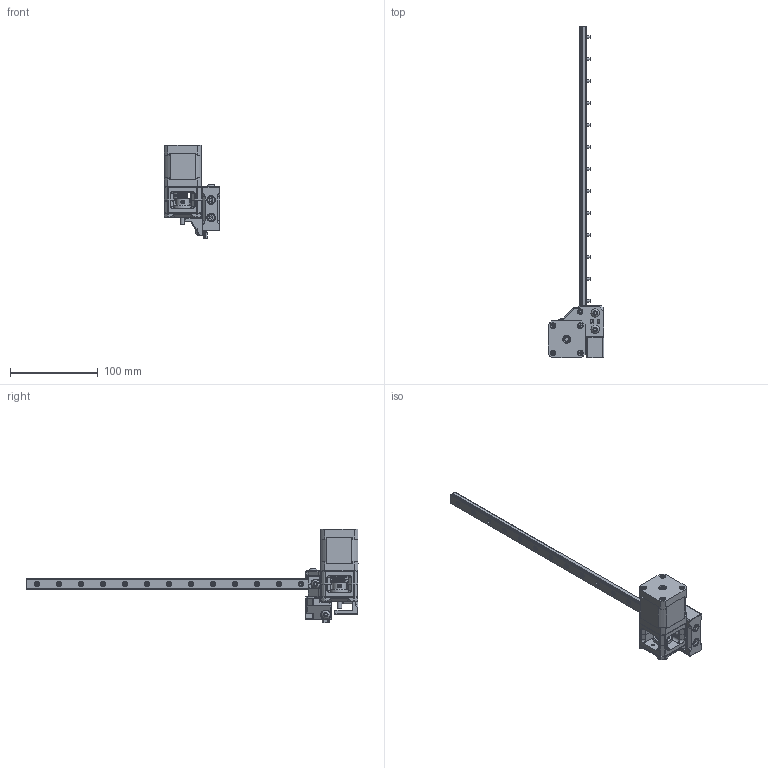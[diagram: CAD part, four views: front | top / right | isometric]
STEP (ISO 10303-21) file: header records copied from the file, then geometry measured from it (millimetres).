
FILE_DESCRIPTION(/* description */ ('STEP AP242','CAx-IF Rec.Pracs.---Representation and Presentation of Product Manufacturing Information (PMI)---4.0---2014-10-13','CAx-IF Rec.Pracs.---3D Tessellated Geometry---0.4---2014-09-14','2;1'),/* implementation_level */ '2;1');
FILE_NAME(/* name */ '686824877392891654d000c5',/* time_stamp */ '2025-07-04T18:59:21Z',/* author */ (''),/* organization */ (''),/* preprocessor_version */ 'ST-DEVELOPER v20',/* originating_system */ 'ONSHAPE BY PTC INC, 1.200',/* authorisation */ ' ');
FILE_SCHEMA (('AP242_MANAGED_MODEL_BASED_3D_ENGINEERING_MIM_LF { 1 0 10303 442 1 1 4 }'));
Products named in the file (55): Assembly 1; _M3x8 SHCS_5; _M3x8 SHCS_11; M3 washer; M3x35 SHCS; M3x35 SHCS_1; GT2 20T 6mm pulley; M5x10 BHCS_1; Printed_VT_6mm_front_motor_mount_b; _M3x8 SHCS_7; M5 2020 drop-in T-nut_4; M3x35 SHCS_2; _M3x8 SHCS_6; M3xD4.5x4 threaded insert_1; F695 flanged bearing; _M3x8 SHCS_10; _M3x8 SHCS_1; Part 459; M3 washer_3; M5x10 BHCS_7; M5x10 BHCS_3; _M3x8 SHCS_4; M3 washer_2; M3x30 SHCS; M5 2020 drop-in T-nut_3; Printed_VT_6mm_front_motor_mount_a; M3 washer_4; _M3x8 SHCS_9; M5x16 BHCS_1; _stepper; Part 37; Hex socket head cap screw M5x0.80 x 12_6; M5 2020 drop-in T-nut_10; Printed_short_shaft_double_shear_twist_lock; F695 flanged bearing_4; _M3x8 SHCS_8; M5 washer_2; _M3x8 SHCS_2; Hex socket head cap screw M5x0.80 x 12_9; Printed_short_shaft_double_shear_housing ...
Assembly tree (54 placements, depth 2):
  Assembly 1
    _M3x8 SHCS_5
    _M3x8 SHCS_11
    M3 washer
    M3x35 SHCS
    M3x35 SHCS_1
    GT2 20T 6mm pulley
    M5x10 BHCS_1
    GT2 20T 6mm pulley
    Printed_VT_6mm_front_motor_mount_b
    _M3x8 SHCS_7
    M5 2020 drop-in T-nut_4
    M3x35 SHCS_2
    GT2 20T 6mm pulley
    _M3x8 SHCS_6
    M3xD4.5x4 threaded insert_1
    F695 flanged bearing
    _M3x8 SHCS_10
    _M3x8 SHCS_1
    Part 459
    M3 washer_3
    M5x10 BHCS_7
    M5x10 BHCS_3
    _M3x8 SHCS_11
    _M3x8 SHCS_4
    M3 washer_2
    M3x30 SHCS
    M5 2020 drop-in T-nut_3
    Printed_VT_6mm_front_motor_mount_a
    M3 washer_4
    _M3x8 SHCS_9
    M5x16 BHCS_1
    _stepper
    Part 37
    Hex socket head cap screw M5x0.80 x 12_6
    M5 2020 drop-in T-nut_10
    Printed_short_shaft_double_shear_twist_lock
    F695 flanged bearing_4
    _M3x8 SHCS_8
    M5 washer_2
    _M3x8 SHCS_2
    Hex socket head cap screw M5x0.80 x 12_9
    Printed_short_shaft_double_shear_housing
    _M3x8 SHCS_1
    M5 2020 drop-in T-nut_5
    M5 washer
    M5 2020 drop-in T-nut
    _MGN12 rail - 300mm
    S55 shaft
    F695 flanged bearing_1
    M5x16 BHCS
    Shim 1mm
    M3x35 SHCS_3
    _M3x8 SHCS_3
    D5x30 smooth pin
Bounding box: 63.6 x 377.6 x 105.8 mm (x, y, z)
Volume: 183084.7 mm3; surface area: 74619.4 mm2
Topology: 54 solids, 54 shells, 2019 faces, 4941 edges, 3122 vertices
Faces by surface type: plane 976, cylinder 569, cone 349, torus 67, bspline 51, sphere 7
Full cylindrical faces by diameter (mm): 2.464 x4, 3 x23, 3.108 x4, 3.2 x6, 3.4 x14, 3.5 x13, 4.1 x1, 4.2 x5, 4.5 x1, 5 x14, 5.001 x1, 5.2 x5, 5.3 x2, 5.4 x2, 5.5 x18, 5.6 x1, 6 x16, 6.5 x7, 7 x4, 7.2 x4, 7.3 x2, 7.6 x2, 7.823 x2, 8 x1, 8.141 x2, 8.5 x2, 9 x3, 9.5 x5, 10 x2, 11.5 x6
Entity records: 62638 total; most frequent: CARTESIAN_POINT 15158, DIRECTION 9682, ORIENTED_EDGE 8768, EDGE_CURVE 4384, AXIS2_PLACEMENT_3D 3709, VERTEX_POINT 3001, FACE_BOUND 2669, EDGE_LOOP 2667
